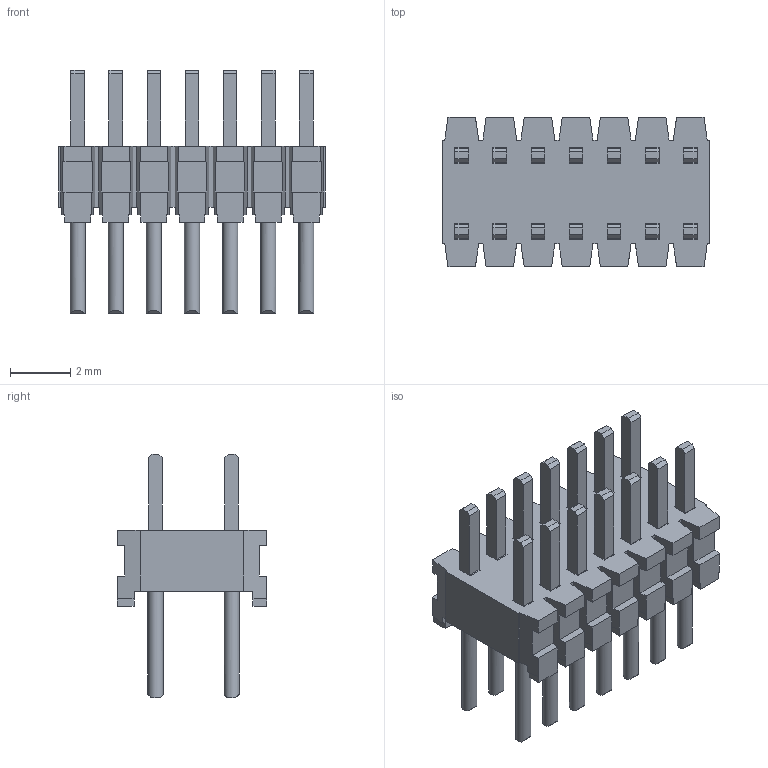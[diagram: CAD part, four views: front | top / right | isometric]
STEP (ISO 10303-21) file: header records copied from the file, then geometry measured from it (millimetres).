
FILE_DESCRIPTION(('FreeCAD Model'),'2;1');
FILE_NAME('Open CASCADE Shape Model','2025-01-09T14:54:10',(''),(''), 'Open CASCADE STEP processor 7.8','FreeCAD','Unknown');
FILE_SCHEMA(('AUTOMOTIVE_DESIGN { 1 0 10303 214 1 1 1 1 }'));
Length unit declared in the file: millimetre
Products named in the file (2): TMS-107-D_header; T-1M6-07-02-D
Bounding box: 8.89 x 4.98 x 8.13 mm (x, y, z)
Volume: 113.1 mm3; surface area: 481.3 mm2
Topology: 2 solids, 2 shells, 468 faces, 1360 edges, 896 vertices
Faces by surface type: plane 454, cylinder 14
Full cylindrical faces by diameter (mm): 0.508 x14
Entity records: 15258 total; most frequent: CARTESIAN_POINT 2739, ORIENTED_EDGE 2720, DIRECTION 2372, EDGE_CURVE 1360, LINE 1258, VECTOR 1258, VERTEX_POINT 896, AXIS2_PLACEMENT_3D 557
